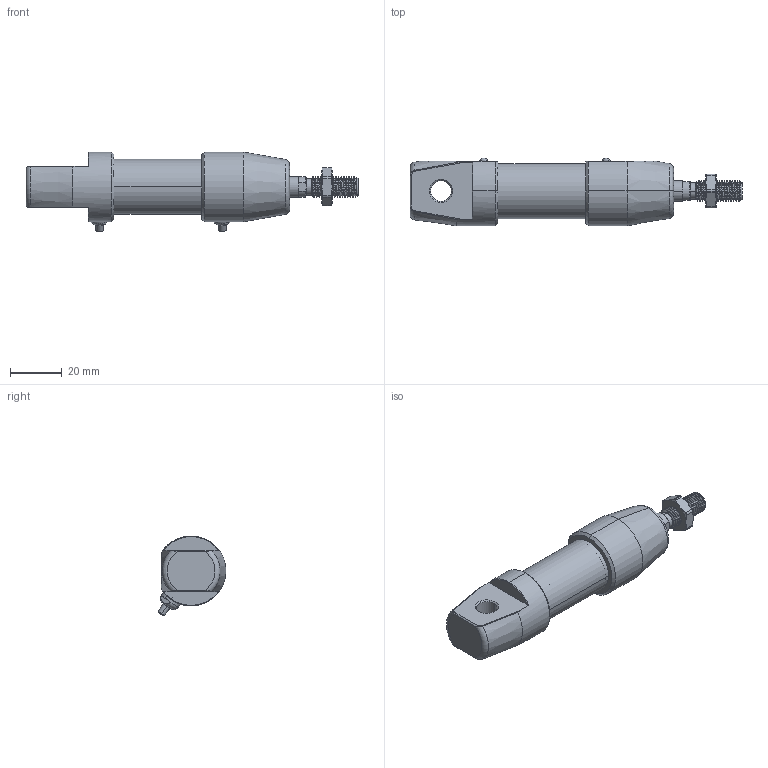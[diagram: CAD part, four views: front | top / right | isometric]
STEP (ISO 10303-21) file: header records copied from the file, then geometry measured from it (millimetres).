
FILE_DESCRIPTION (( 'STEP AP214' ), '1' );
FILE_NAME ('U020 0000 0712.STEP', '2021-04-28T05:20:39', ( '' ), ( '' ), 'SwSTEP 2.0', 'SolidWorks 2019', '' );
FILE_SCHEMA (( 'AUTOMOTIVE_DESIGN' ));
Length unit declared in the file: millimetre
Products named in the file (15): Magnet_9320; Stempeltætning_Z82014N3580; Afstryger (12-25)_EL 0082N3582; 1020-12; 9008-34_9008-34-0; Bolt-DIN912_M5x25; U020 0000 0712; 9020-35-R_9020-35-34; 9036-01; 1020-07_1020-07; Bremsepakning_PP0915N3589; Leje_PAP0808P11; Stempelstangsmøtrik_U1902030; 9020-36JB2; 9037-01-1
Assembly tree (19 placements, depth 2):
  U020 0000 0712
    9008-34_9008-34-0
    1020-07_1020-07
    1020-12
    9020-35-R_9020-35-34
    9036-01  x2
    9037-01-1  x2
    Afstryger (12-25)_EL 0082N3582
    9020-36JB2  x2
    Bremsepakning_PP0915N3589  x2
    Stempeltætning_Z82014N3580  x2
    Magnet_9320
    Leje_PAP0808P11
    Stempelstangsmøtrik_U1902030
    Bolt-DIN912_M5x25
Bounding box: 128.5 x 26.28 x 30.91 mm (x, y, z)
Volume: 39638.7 mm3; surface area: 28539 mm2
Topology: 19 solids, 19 shells, 725 faces, 1676 edges, 1035 vertices
Faces by surface type: cylinder 300, plane 178, cone 170, torus 60, bspline 17
Entity records: 26480 total; most frequent: CARTESIAN_POINT 13055, ORIENTED_EDGE 2700, DIRECTION 2676, EDGE_CURVE 1350, AXIS2_PLACEMENT_3D 1106, VERTEX_POINT 838, EDGE_LOOP 650, FACE_OUTER_BOUND 578
